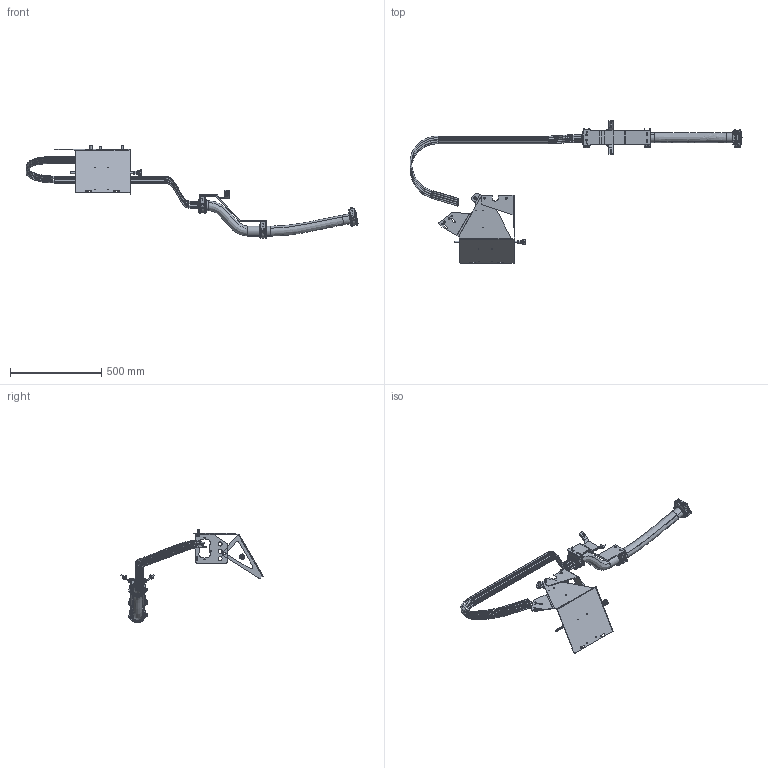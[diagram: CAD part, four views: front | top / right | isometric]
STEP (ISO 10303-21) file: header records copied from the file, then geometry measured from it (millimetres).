
FILE_DESCRIPTION (( 'STEP AP203' ), '1' );
FILE_NAME ('P0719.STEP', '2018-11-30T08:43:15', ( '' ), ( '' ), 'SwSTEP 2.0', 'SolidWorks 2017', '' );
FILE_SCHEMA (( 'CONFIG_CONTROL_DESIGN' ));
Products named in the file (1): P0719
Bounding box: 1815.21 x 779.8 x 510.55 mm (x, y, z)
Volume: 1992419.8 mm3; surface area: 1520876.5 mm2
Topology: 37 solids, 37 shells, 3149 faces, 8302 edges, 5372 vertices
Faces by surface type: plane 1110, cylinder 873, bspline 873, torus 136, cone 121, sphere 36
Entity records: 155138 total; most frequent: CARTESIAN_POINT 83531, ORIENTED_EDGE 16448, DIRECTION 12321, EDGE_CURVE 8224, VERTEX_POINT 5336, AXIS2_PLACEMENT_3D 4356, VECTOR 3609, LINE 3609
